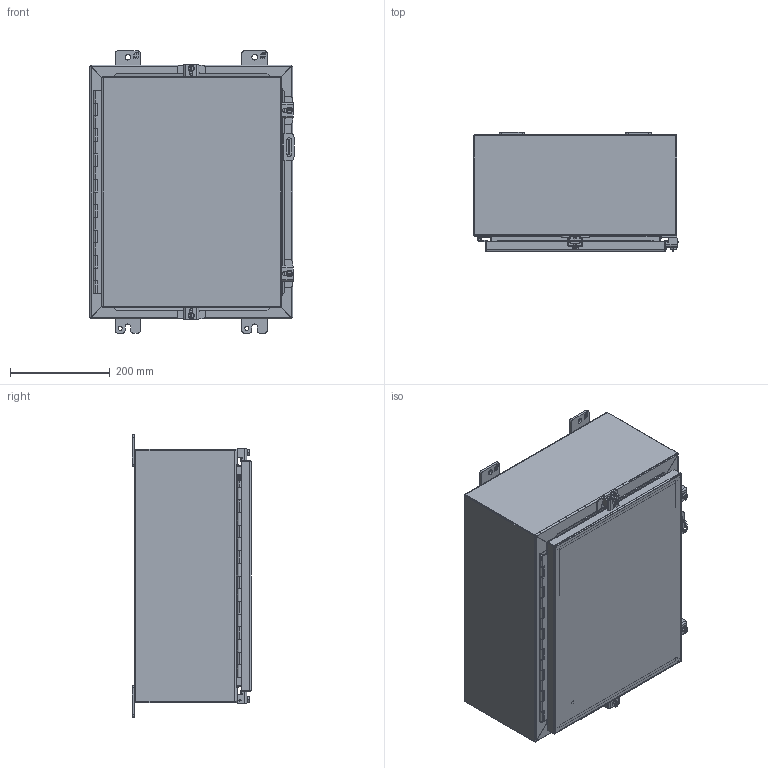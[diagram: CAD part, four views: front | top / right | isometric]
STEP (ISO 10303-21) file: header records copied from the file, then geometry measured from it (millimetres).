
FILE_DESCRIPTION (( 'STEP AP203' ), '1' );
FILE_NAME ('1418N4C8_Default.step', '2019-10-31T22:16:02', ( 'ADC123' ), ( 'Microsoft' ), 'SwSTEP 2.0', 'SolidWorks 2019', '' );
FILE_SCHEMA (( 'CONFIG_CONTROL_DESIGN' ));
Length unit declared in the file: inch
Products named in the file (1): 1418N4C8_Default
Bounding box: 409.6 x 239.7 x 565.15 mm (x, y, z)
Volume: 2185178.4 mm3; surface area: 2268400.8 mm2
Topology: 39 solids, 40 shells, 1367 faces, 3509 edges, 2258 vertices
Faces by surface type: plane 833, cylinder 450, bspline 66, cone 18
Entity records: 44096 total; most frequent: CARTESIAN_POINT 10661, ORIENTED_EDGE 7010, DIRECTION 6791, EDGE_CURVE 3505, VECTOR 2459, LINE 2459, VERTEX_POINT 2258, AXIS2_PLACEMENT_3D 2166
